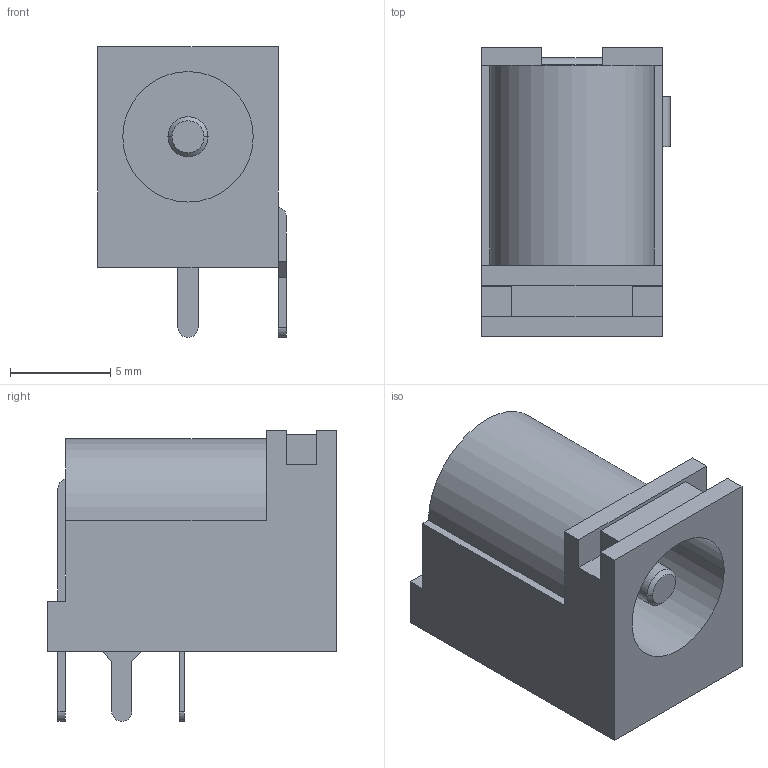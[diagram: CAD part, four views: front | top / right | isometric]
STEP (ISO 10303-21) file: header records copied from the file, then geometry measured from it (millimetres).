
FILE_DESCRIPTION(('FreeCAD Model'),'2;1');
FILE_NAME('CUI_PJ-102AH.step', '2017-12-29T00:05:17',('Author'),(''), 'Open CASCADE STEP processor 6.8','FreeCAD','Unknown');
FILE_SCHEMA(('AUTOMOTIVE_DESIGN_CC2 { 1 2 10303 214 -1 1 5 4 }'));
Length unit declared in the file: inch
Products named in the file (2): ASSEMBLY; CUI_PJ-102AH
Assembly tree (1 placements, depth 2):
  ASSEMBLY
    CUI_PJ-102AH
Bounding box: 9.4 x 14.4 x 14.5 mm (x, y, z)
Volume: 1001.3 mm3; surface area: 979.3 mm2
Topology: 1 solids, 1 shells, 59 faces, 154 edges, 100 vertices
Faces by surface type: plane 47, cylinder 10, cone 2
Entity records: 5326 total; most frequent: CARTESIAN_POINT 1841, DIRECTION 547, LINE 372, VECTOR 372, ORIENTED_EDGE 308, PCURVE 308, DEFINITIONAL_REPRESENTATION 308, EDGE_CURVE 154
